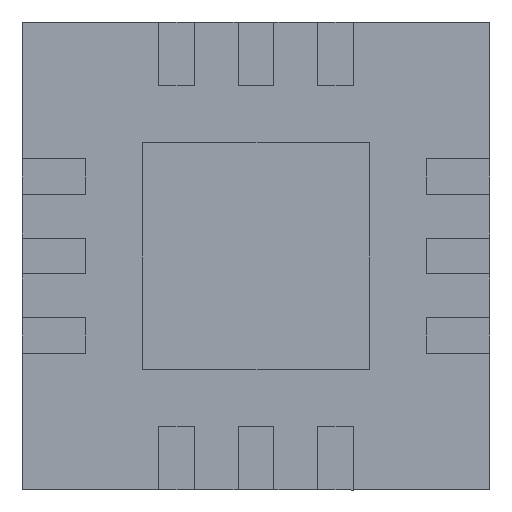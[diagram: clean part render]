
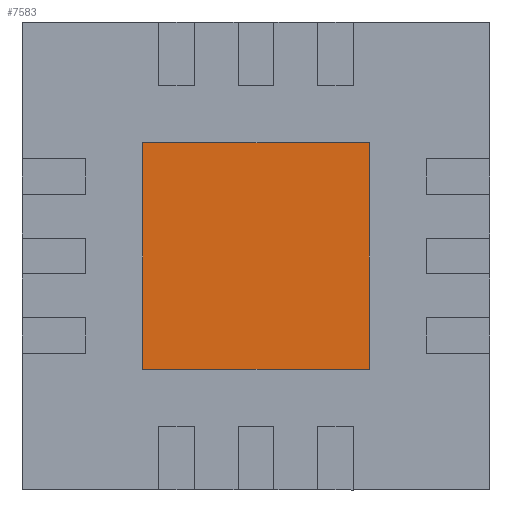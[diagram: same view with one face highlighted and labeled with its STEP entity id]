
A CAD part, front view. The second image highlights one B-rep face of the part: STEP entity #7583.
In plain terms, the highlighted planar face has unit normal (0, -1, 0).
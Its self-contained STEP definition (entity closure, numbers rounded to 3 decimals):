
#53 = VECTOR ( 'NONE', #2227, 1000. ) ;
#100 = CARTESIAN_POINT ( 'NONE',  ( -0.725, -0.01, -0.725 ) ) ;
#101 = CARTESIAN_POINT ( 'NONE',  ( 0.725, -0.01, 0.725 ) ) ;
#211 = CARTESIAN_POINT ( 'NONE',  ( 0.725, -0.01, -0.725 ) ) ;
#270 = CARTESIAN_POINT ( 'NONE',  ( -0.725, -0.01, 0.725 ) ) ;
#511 = CARTESIAN_POINT ( 'NONE',  ( -0.725, -0.01, 0.725 ) ) ;
#833 = EDGE_CURVE ( 'NONE', #1395, #7094, #5206, .T. ) ;
#857 = VECTOR ( 'NONE', #6739, 1000. ) ;
#1373 = VERTEX_POINT ( 'NONE', #101 ) ;
#1395 = VERTEX_POINT ( 'NONE', #4293 ) ;
#1484 = EDGE_CURVE ( 'NONE', #4683, #1395, #2324, .T. ) ;
#1706 = CARTESIAN_POINT ( 'NONE',  ( -0.725, -0.01, -0.725 ) ) ;
#1751 = EDGE_LOOP ( 'NONE', ( #4058, #2691, #5303, #6580 ) ) ;
#1904 = CARTESIAN_POINT ( 'NONE',  ( 0., -0.01, 0. ) ) ;
#2227 = DIRECTION ( 'NONE',  ( 1., 0., 0. ) ) ;
#2264 = VECTOR ( 'NONE', #3475, 1000. ) ;
#2324 = LINE ( 'NONE', #100, #2264 ) ;
#2630 = PLANE ( 'NONE',  #4791 ) ;
#2691 = ORIENTED_EDGE ( 'NONE', *, *, #5888, .T. ) ;
#3475 = DIRECTION ( 'NONE',  ( 0., 0., -1. ) ) ;
#4058 = ORIENTED_EDGE ( 'NONE', *, *, #7459, .T. ) ;
#4293 = CARTESIAN_POINT ( 'NONE',  ( -0.725, -0.01, -0.725 ) ) ;
#4305 = CARTESIAN_POINT ( 'NONE',  ( 0.725, -0.01, -0.725 ) ) ;
#4544 = DIRECTION ( 'NONE',  ( -1., 0., 0. ) ) ;
#4683 = VERTEX_POINT ( 'NONE', #270 ) ;
#4791 = AXIS2_PLACEMENT_3D ( 'NONE', #1904, #6588, #6022 ) ;
#5206 = LINE ( 'NONE', #1706, #53 ) ;
#5212 = LINE ( 'NONE', #511, #7599 ) ;
#5303 = ORIENTED_EDGE ( 'NONE', *, *, #1484, .T. ) ;
#5562 = LINE ( 'NONE', #211, #857 ) ;
#5888 = EDGE_CURVE ( 'NONE', #1373, #4683, #5212, .T. ) ;
#6022 = DIRECTION ( 'NONE',  ( 0., 0., 1. ) ) ;
#6580 = ORIENTED_EDGE ( 'NONE', *, *, #833, .T. ) ;
#6588 = DIRECTION ( 'NONE',  ( 0., 1., 0. ) ) ;
#6626 = FACE_OUTER_BOUND ( 'NONE', #1751, .T. ) ;
#6739 = DIRECTION ( 'NONE',  ( 0., 0., 1. ) ) ;
#7094 = VERTEX_POINT ( 'NONE', #4305 ) ;
#7459 = EDGE_CURVE ( 'NONE', #7094, #1373, #5562, .T. ) ;
#7583 = ADVANCED_FACE ( 'NONE', ( #6626 ), #2630, .F. ) ;
#7599 = VECTOR ( 'NONE', #4544, 1000. ) ;
